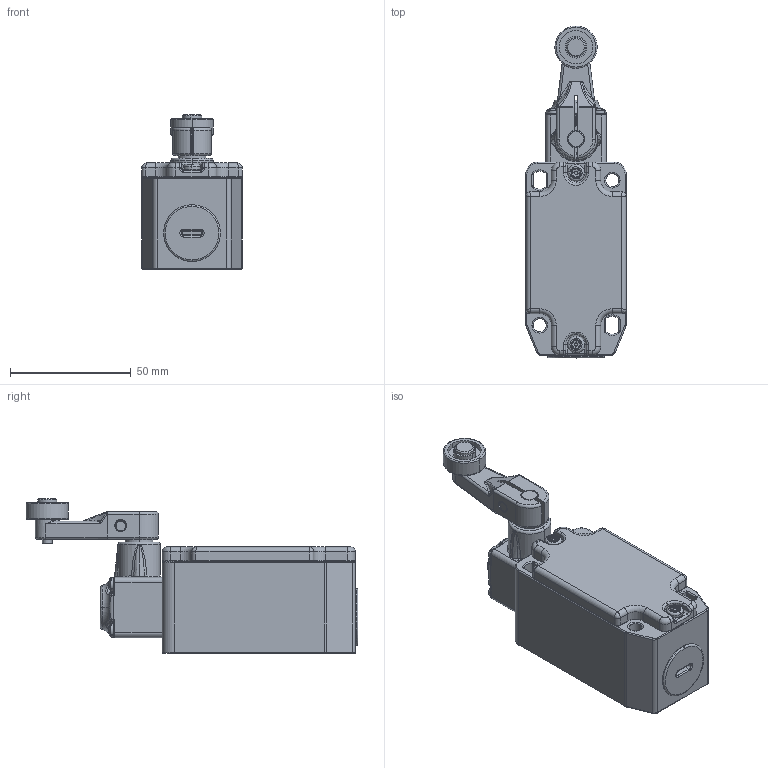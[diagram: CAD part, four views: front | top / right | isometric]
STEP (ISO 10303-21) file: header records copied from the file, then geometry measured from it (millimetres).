
FILE_DESCRIPTION (( 'STEP AP203' ), '1' );
FILE_NAME ('175-HLM-SS (short Roller lever) (step format).STEP', '2014-04-07T09:32:25', ( '' ), ( '' ), 'SwSTEP 2.0', 'SolidWorks 2013', '' );
FILE_SCHEMA (( 'CONFIG_CONTROL_DESIGN' ));
Products named in the file (1): 175-HLM-SS (short Roller lever) (step format)
Bounding box: 41.6 x 137.25 x 64 mm (x, y, z)
Volume: 80756.5 mm3; surface area: 53179.7 mm2
Topology: 15 solids, 15 shells, 2631 faces, 5933 edges, 3347 vertices
Faces by surface type: cone 980, plane 613, cylinder 542, torus 273, bspline 187, sphere 36
Entity records: 82885 total; most frequent: CARTESIAN_POINT 24976, DIRECTION 12678, ORIENTED_EDGE 11746, EDGE_CURVE 5873, AXIS2_PLACEMENT_3D 5005, VERTEX_POINT 3347, EDGE_LOOP 2740, LINE 2668
